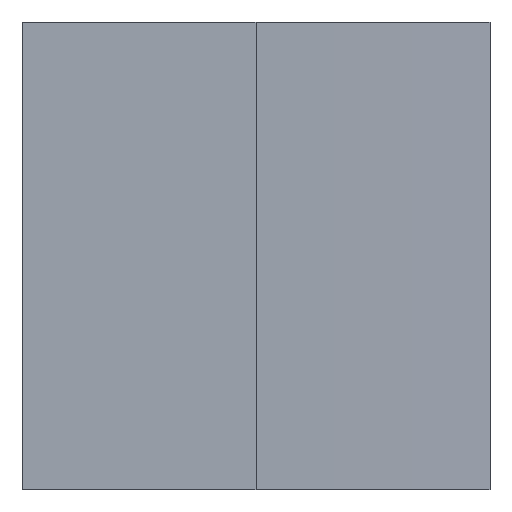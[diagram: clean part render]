
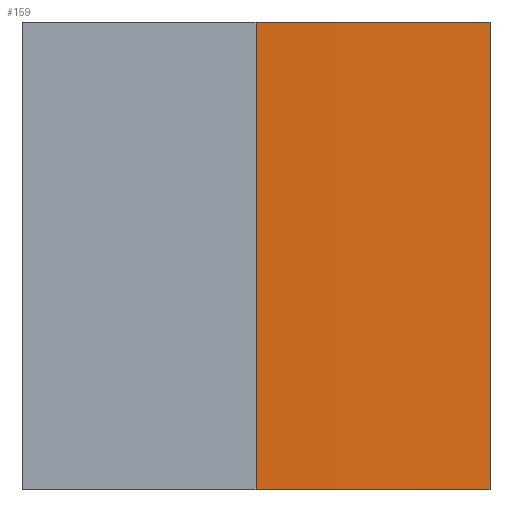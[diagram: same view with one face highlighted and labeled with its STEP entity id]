
A CAD part, left-side view. The second image highlights one B-rep face of the part: STEP entity #159.
In plain terms, the highlighted cylindrical face has radius 516.8 mm (diameter 1033.6 mm), a partial arc.
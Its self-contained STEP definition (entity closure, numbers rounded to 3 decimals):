
#12 = AXIS2_PLACEMENT_3D ( 'NONE', #247, #83, #206 ) ;
#36 = EDGE_CURVE ( 'NONE', #66, #164, #144, .T. ) ;
#39 = DIRECTION ( 'NONE',  ( 0., 0., 1. ) ) ;
#45 = VERTEX_POINT ( 'NONE', #242 ) ;
#58 = EDGE_CURVE ( 'NONE', #66, #45, #146, .T. ) ;
#59 = DIRECTION ( 'NONE',  ( 1., 0., 0. ) ) ;
#61 = EDGE_LOOP ( 'NONE', ( #74, #157, #222, #241 ) ) ;
#66 = VERTEX_POINT ( 'NONE', #122 ) ;
#68 = CARTESIAN_POINT ( 'NONE',  ( -516.776, -5., 0. ) ) ;
#74 = ORIENTED_EDGE ( 'NONE', *, *, #36, .F. ) ;
#76 = CIRCLE ( 'NONE', #192, 516.8 ) ;
#83 = DIRECTION ( 'NONE',  ( 0., 0., -1. ) ) ;
#86 = EDGE_CURVE ( 'NONE', #164, #121, #240, .T. ) ;
#96 = DIRECTION ( 'NONE',  ( 0., 0., 1. ) ) ;
#100 = CARTESIAN_POINT ( 'NONE',  ( 0., 0., 10. ) ) ;
#121 = VERTEX_POINT ( 'NONE', #68 ) ;
#122 = CARTESIAN_POINT ( 'NONE',  ( -516.8, 0., 10. ) ) ;
#144 = CIRCLE ( 'NONE', #270, 516.8 ) ;
#146 = LINE ( 'NONE', #199, #186 ) ;
#150 = CYLINDRICAL_SURFACE ( 'NONE', #12, 516.8 ) ;
#157 = ORIENTED_EDGE ( 'NONE', *, *, #58, .T. ) ;
#159 = ADVANCED_FACE ( 'NONE', ( #267 ), #150, .T. ) ;
#164 = VERTEX_POINT ( 'NONE', #169 ) ;
#169 = CARTESIAN_POINT ( 'NONE',  ( -516.776, -5., 10. ) ) ;
#173 = VECTOR ( 'NONE', #218, 1000. ) ;
#179 = DIRECTION ( 'NONE',  ( 0., 0., -1. ) ) ;
#185 = CARTESIAN_POINT ( 'NONE',  ( 0., 0., 0. ) ) ;
#186 = VECTOR ( 'NONE', #179, 1000. ) ;
#192 = AXIS2_PLACEMENT_3D ( 'NONE', #185, #39, #59 ) ;
#199 = CARTESIAN_POINT ( 'NONE',  ( -516.8, 0., 10. ) ) ;
#202 = CARTESIAN_POINT ( 'NONE',  ( -516.776, -5., 10. ) ) ;
#203 = DIRECTION ( 'NONE',  ( 1., 0., 0. ) ) ;
#206 = DIRECTION ( 'NONE',  ( -1., 0., 0. ) ) ;
#218 = DIRECTION ( 'NONE',  ( 0., 0., -1. ) ) ;
#222 = ORIENTED_EDGE ( 'NONE', *, *, #227, .T. ) ;
#227 = EDGE_CURVE ( 'NONE', #45, #121, #76, .T. ) ;
#240 = LINE ( 'NONE', #202, #173 ) ;
#241 = ORIENTED_EDGE ( 'NONE', *, *, #86, .F. ) ;
#242 = CARTESIAN_POINT ( 'NONE',  ( -516.8, 0., 0. ) ) ;
#247 = CARTESIAN_POINT ( 'NONE',  ( 0., 0., 10. ) ) ;
#267 = FACE_OUTER_BOUND ( 'NONE', #61, .T. ) ;
#270 = AXIS2_PLACEMENT_3D ( 'NONE', #100, #96, #203 ) ;
